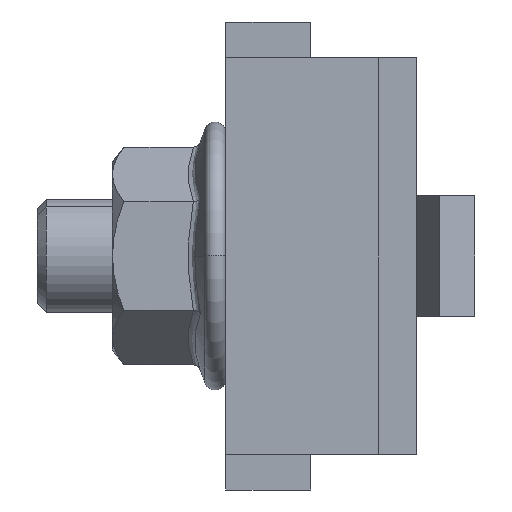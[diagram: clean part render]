
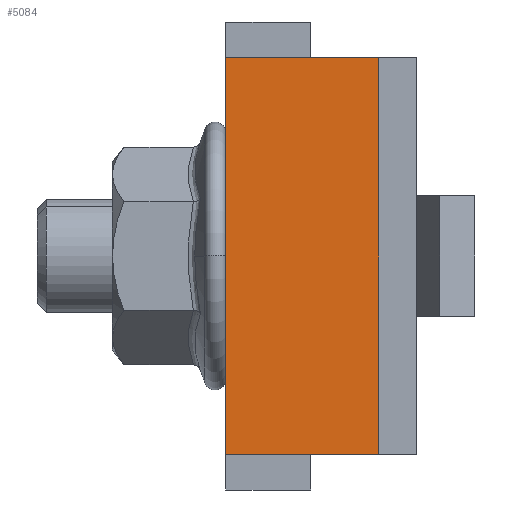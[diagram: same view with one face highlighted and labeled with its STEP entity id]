
A CAD part, left-side view. The second image highlights one B-rep face of the part: STEP entity #5084.
In plain terms, the highlighted planar face has unit normal (-1, 0, 0).
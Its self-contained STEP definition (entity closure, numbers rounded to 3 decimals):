
#1443=DIRECTION('',(0.,-1.,0.));
#1444=VECTOR('',#1443,8.1);
#1445=CARTESIAN_POINT('',(-43.8,2.,-10.5));
#1446=LINE('',#1445,#1444);
#1503=DIRECTION('',(0.,0.,1.));
#1504=VECTOR('',#1503,6.4);
#1505=CARTESIAN_POINT('',(-43.8,-8.1,-3.2));
#1506=LINE('',#1505,#1504);
#1515=DIRECTION('',(0.,-1.,0.));
#1516=VECTOR('',#1515,2.);
#1517=CARTESIAN_POINT('',(-43.8,-6.1,3.2));
#1518=LINE('',#1517,#1516);
#1519=DIRECTION('',(0.,1.,0.));
#1520=VECTOR('',#1519,2.);
#1521=CARTESIAN_POINT('',(-43.8,-8.1,-3.2));
#1522=LINE('',#1521,#1520);
#1523=DIRECTION('',(0.,0.,1.));
#1524=VECTOR('',#1523,7.3);
#1525=CARTESIAN_POINT('',(-43.8,-6.1,-10.5));
#1526=LINE('',#1525,#1524);
#1527=DIRECTION('',(0.,0.,1.));
#1528=VECTOR('',#1527,21.);
#1529=CARTESIAN_POINT('',(-43.8,2.,-10.5));
#1530=LINE('',#1529,#1528);
#1547=DIRECTION('',(0.,1.,0.));
#1548=VECTOR('',#1547,8.1);
#1549=CARTESIAN_POINT('',(-43.8,-6.1,10.5));
#1550=LINE('',#1549,#1548);
#1555=DIRECTION('',(0.,0.,-1.));
#1556=VECTOR('',#1555,7.3);
#1557=CARTESIAN_POINT('',(-43.8,-6.1,10.5));
#1558=LINE('',#1557,#1556);
#4077=CARTESIAN_POINT('',(-43.8,-6.1,10.5));
#4078=CARTESIAN_POINT('',(-43.8,-6.1,3.2));
#4079=VERTEX_POINT('',#4077);
#4080=VERTEX_POINT('',#4078);
#4081=CARTESIAN_POINT('',(-43.8,-6.1,-10.5));
#4082=CARTESIAN_POINT('',(-43.8,-6.1,-3.2));
#4083=VERTEX_POINT('',#4081);
#4084=VERTEX_POINT('',#4082);
#4181=CARTESIAN_POINT('',(-43.8,2.,-10.5));
#4182=CARTESIAN_POINT('',(-43.8,2.,10.5));
#4183=VERTEX_POINT('',#4181);
#4184=VERTEX_POINT('',#4182);
#4213=CARTESIAN_POINT('',(-43.8,-8.1,-3.2));
#4214=CARTESIAN_POINT('',(-43.8,-8.1,3.2));
#4215=VERTEX_POINT('',#4213);
#4216=VERTEX_POINT('',#4214);
#5066=CARTESIAN_POINT('',(-43.8,0.,12.4));
#5067=DIRECTION('',(1.,0.,0.));
#5068=DIRECTION('',(0.,0.,-1.));
#5069=AXIS2_PLACEMENT_3D('',#5066,#5067,#5068);
#5070=PLANE('',#5069);
#5071=ORIENTED_EDGE('',*,*,#5033,.T.);
#5072=ORIENTED_EDGE('',*,*,#5059,.F.);
#5073=ORIENTED_EDGE('',*,*,#4999,.T.);
#5075=ORIENTED_EDGE('',*,*,#5074,.F.);
#5076=ORIENTED_EDGE('',*,*,#4960,.F.);
#5077=ORIENTED_EDGE('',*,*,#4526,.T.);
#5079=ORIENTED_EDGE('',*,*,#5078,.F.);
#5081=ORIENTED_EDGE('',*,*,#5080,.T.);
#5082=EDGE_LOOP('',(#5071,#5072,#5073,#5075,#5076,#5077,#5079,#5081));
#5083=FACE_OUTER_BOUND('',#5082,.F.);
#5084=ADVANCED_FACE('',(#5083),#5070,.F.);
#4526=EDGE_CURVE('',#4183,#4184,#1530,.T.);
#4960=EDGE_CURVE('',#4183,#4083,#1446,.T.);
#4999=EDGE_CURVE('',#4215,#4084,#1522,.T.);
#5033=EDGE_CURVE('',#4080,#4216,#1518,.T.);
#5059=EDGE_CURVE('',#4215,#4216,#1506,.T.);
#5074=EDGE_CURVE('',#4083,#4084,#1526,.T.);
#5078=EDGE_CURVE('',#4079,#4184,#1550,.T.);
#5080=EDGE_CURVE('',#4079,#4080,#1558,.T.);
